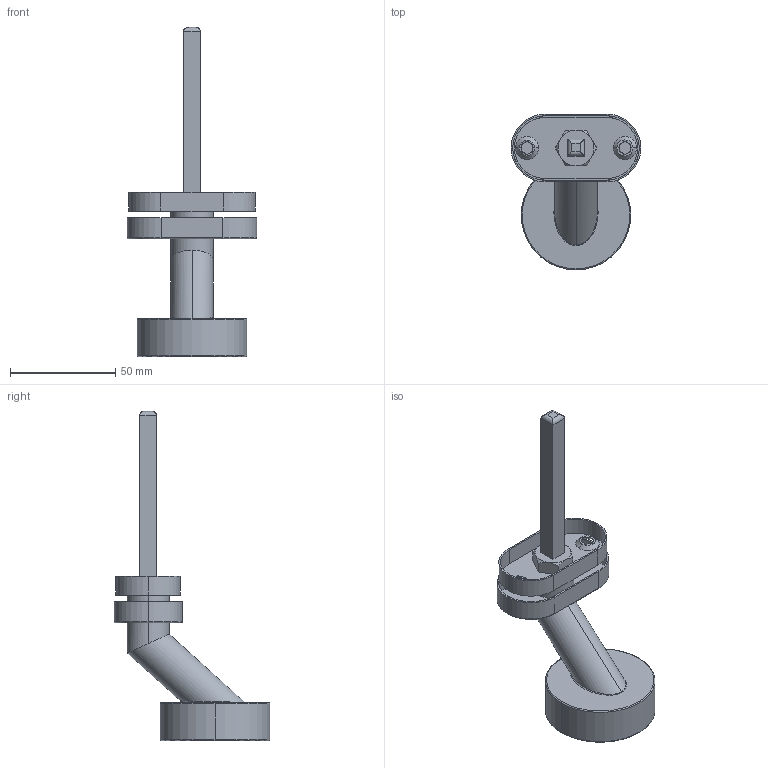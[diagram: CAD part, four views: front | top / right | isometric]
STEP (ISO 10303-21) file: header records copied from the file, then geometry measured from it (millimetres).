
FILE_DESCRIPTION (( 'STEP AP203' ), '1' );
FILE_NAME ('D8_014-i.STEP', '2022-04-21T08:56:02', ( '' ), ( '' ), 'SwSTEP 2.0', 'SolidWorks 2019', '' );
FILE_SCHEMA (( 'CONFIG_CONTROL_DESIGN' ));
Length unit declared in the file: millimetre
Products named in the file (4): D8_014-i.P2; D8_014-i; D8_014-i.P3; D8_014-i.P1
Assembly tree (3 placements, depth 2):
  D8_014-i
    D8_014-i.P1
    D8_014-i.P2
    D8_014-i.P3
Bounding box: 61.6 x 73.85 x 156.2 mm (x, y, z)
Volume: 69308.7 mm3; surface area: 26881.2 mm2
Topology: 3 solids, 3 shells, 122 faces, 295 edges, 186 vertices
Faces by surface type: plane 56, cylinder 32, cone 23, torus 9, bspline 2
Entity records: 4280 total; most frequent: CARTESIAN_POINT 1044, DIRECTION 597, ORIENTED_EDGE 586, EDGE_CURVE 293, AXIS2_PLACEMENT_3D 226, VERTEX_POINT 186, VECTOR 145, LINE 145
